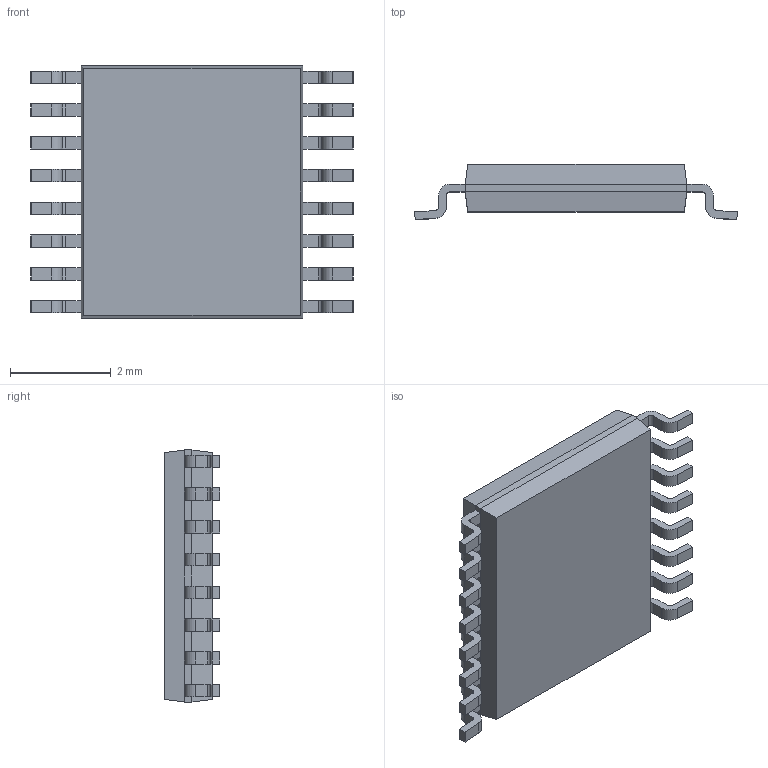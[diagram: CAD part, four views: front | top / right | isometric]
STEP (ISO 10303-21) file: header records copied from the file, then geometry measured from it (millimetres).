
FILE_DESCRIPTION (( 'STEP AP214' ), '1' );
FILE_NAME ('SC18IS606PWJ.STEP', '2022-09-26T00:55:10', ( '' ), ( '' ), 'SwSTEP 2.0', 'SolidWorks 2017', '' );
FILE_SCHEMA (( 'AUTOMOTIVE_DESIGN' ));
Length unit declared in the file: millimetre
Products named in the file (1): SC18IS606PWJ
Bounding box: 6.4 x 1.1 x 5 mm (x, y, z)
Volume: 21.3 mm3; surface area: 78.8 mm2
Topology: 17 solids, 17 shells, 241 faces, 610 edges, 404 vertices
Faces by surface type: plane 175, cylinder 66
Entity records: 7390 total; most frequent: CARTESIAN_POINT 1256, DIRECTION 1226, ORIENTED_EDGE 1220, EDGE_CURVE 610, LINE 478, VECTOR 478, VERTEX_POINT 404, AXIS2_PLACEMENT_3D 374
